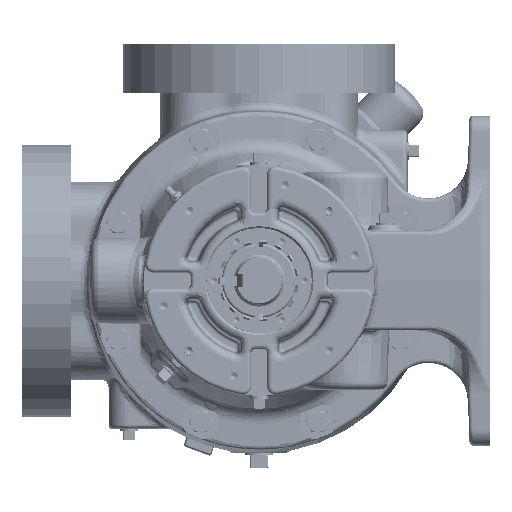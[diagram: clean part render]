
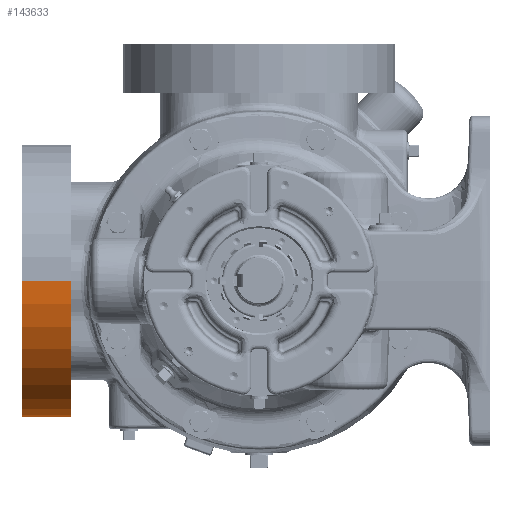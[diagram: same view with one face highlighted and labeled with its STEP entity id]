
A CAD part, left-side view. The second image highlights one B-rep face of the part: STEP entity #143633.
In plain terms, the highlighted cylindrical face has radius 104.775 mm (diameter 209.55 mm), a partial arc.
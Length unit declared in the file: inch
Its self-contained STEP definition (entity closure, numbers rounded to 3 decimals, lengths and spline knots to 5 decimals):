
#695 = CYLINDRICAL_SURFACE ( 'NONE', #46940, 4.125 ) ;
#1888 = VERTEX_POINT ( 'NONE', #67756 ) ;
#11127 = EDGE_CURVE ( 'NONE', #186163, #300346, #142677, .T. ) ;
#14118 = EDGE_CURVE ( 'NONE', #186163, #136082, #269119, .T. ) ;
#28084 = VECTOR ( 'NONE', #294207, 39.37008 ) ;
#35818 = AXIS2_PLACEMENT_3D ( 'NONE', #152838, #283397, #44922 ) ;
#38053 = AXIS2_PLACEMENT_3D ( 'NONE', #170238, #90208, #91957 ) ;
#44210 = VECTOR ( 'NONE', #275048, 39.37008 ) ;
#44922 = DIRECTION ( 'NONE',  ( -1., 0., 0. ) ) ;
#46526 = ORIENTED_EDGE ( 'NONE', *, *, #323353, .F. ) ;
#46940 = AXIS2_PLACEMENT_3D ( 'NONE', #169378, #219641, #251089 ) ;
#55918 = EDGE_LOOP ( 'NONE', ( #189960, #246879, #46526, #251786 ) ) ;
#67756 = CARTESIAN_POINT ( 'NONE',  ( 7.47, 5.6875, 0. ) ) ;
#90208 = DIRECTION ( 'NONE',  ( 0., -1., 0. ) ) ;
#91957 = DIRECTION ( 'NONE',  ( -1., 0., 0. ) ) ;
#128283 = CARTESIAN_POINT ( 'NONE',  ( -0.78, 7.1875, 0. ) ) ;
#136082 = VERTEX_POINT ( 'NONE', #224808 ) ;
#136394 = FACE_OUTER_BOUND ( 'NONE', #55918, .T. ) ;
#142677 = LINE ( 'NONE', #252225, #44210 ) ;
#143633 = ADVANCED_FACE ( 'NONE', ( #136394 ), #695, .T. ) ;
#152838 = CARTESIAN_POINT ( 'NONE',  ( 3.345, 7.1875, 0. ) ) ;
#169378 = CARTESIAN_POINT ( 'NONE',  ( 3.345, 4.71826, 0. ) ) ;
#170238 = CARTESIAN_POINT ( 'NONE',  ( 3.345, 5.6875, 0. ) ) ;
#186163 = VERTEX_POINT ( 'NONE', #128283 ) ;
#189960 = ORIENTED_EDGE ( 'NONE', *, *, #14118, .T. ) ;
#219641 = DIRECTION ( 'NONE',  ( 0., -1., 0. ) ) ;
#224808 = CARTESIAN_POINT ( 'NONE',  ( 7.47, 7.1875, 0. ) ) ;
#228208 = EDGE_CURVE ( 'NONE', #136082, #1888, #269781, .T. ) ;
#242714 = CARTESIAN_POINT ( 'NONE',  ( -0.78, 5.6875, 0. ) ) ;
#245181 = CARTESIAN_POINT ( 'NONE',  ( 7.47, 4.71826, 0. ) ) ;
#246879 = ORIENTED_EDGE ( 'NONE', *, *, #228208, .T. ) ;
#251089 = DIRECTION ( 'NONE',  ( -1., 0., 0. ) ) ;
#251786 = ORIENTED_EDGE ( 'NONE', *, *, #11127, .F. ) ;
#252225 = CARTESIAN_POINT ( 'NONE',  ( -0.78, 4.71826, 0. ) ) ;
#269119 = CIRCLE ( 'NONE', #35818, 4.125 ) ;
#269781 = LINE ( 'NONE', #245181, #28084 ) ;
#275048 = DIRECTION ( 'NONE',  ( 0., -1., 0. ) ) ;
#282609 = CIRCLE ( 'NONE', #38053, 4.125 ) ;
#283397 = DIRECTION ( 'NONE',  ( 0., -1., 0. ) ) ;
#294207 = DIRECTION ( 'NONE',  ( 0., -1., 0. ) ) ;
#300346 = VERTEX_POINT ( 'NONE', #242714 ) ;
#323353 = EDGE_CURVE ( 'NONE', #300346, #1888, #282609, .T. ) ;
